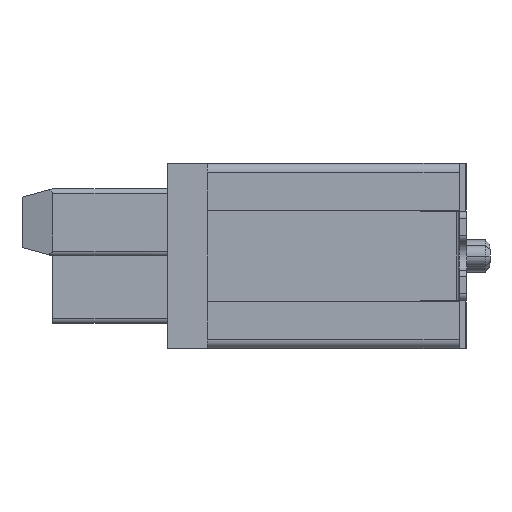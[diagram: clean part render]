
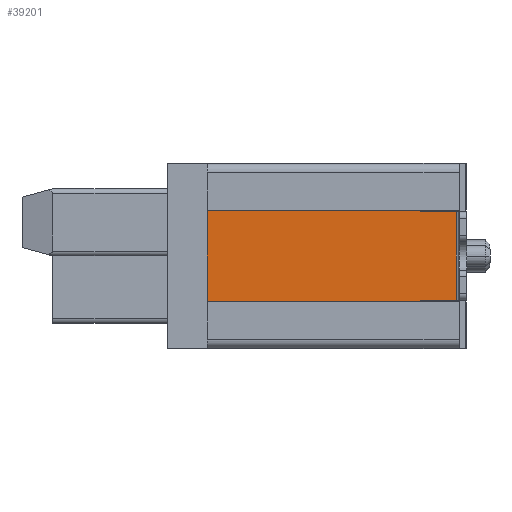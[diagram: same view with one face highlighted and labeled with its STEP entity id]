
A CAD part, left-side view. The second image highlights one B-rep face of the part: STEP entity #39201.
In plain terms, the highlighted planar face has unit normal (-1, 0, 0).
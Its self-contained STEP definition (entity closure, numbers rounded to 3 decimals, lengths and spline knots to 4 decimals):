
#731=DIRECTION('',(0.,-1.,0.));
#732=VECTOR('',#731,6.75);
#733=CARTESIAN_POINT('',(-15.15,8.2,-2.3));
#734=LINE('',#733,#732);
#819=DIRECTION('',(0.,0.,1.));
#820=VECTOR('',#819,0.875);
#821=CARTESIAN_POINT('',(-15.15,1.45,1.425));
#822=LINE('',#821,#820);
#823=DIRECTION('',(0.,1.,0.));
#824=VECTOR('',#823,1.15);
#825=CARTESIAN_POINT('',(-15.15,0.3,1.425));
#826=LINE('',#825,#824);
#827=DIRECTION('',(0.,-1.,0.));
#828=VECTOR('',#827,1.15);
#829=CARTESIAN_POINT('',(-15.15,1.45,-1.425));
#830=LINE('',#829,#828);
#831=DIRECTION('',(0.,0.,1.));
#832=VECTOR('',#831,0.875);
#833=CARTESIAN_POINT('',(-15.15,1.45,-2.3));
#834=LINE('',#833,#832);
#835=DIRECTION('',(0.,-1.,0.));
#836=VECTOR('',#835,0.15);
#837=CARTESIAN_POINT('',(-15.15,8.35,-2.3));
#838=LINE('',#837,#836);
#839=DIRECTION('',(0.,0.,-1.));
#840=VECTOR('',#839,4.6);
#841=CARTESIAN_POINT('',(-15.15,8.35,2.3));
#842=LINE('',#841,#840);
#843=DIRECTION('',(0.,1.,0.));
#844=VECTOR('',#843,0.15);
#845=CARTESIAN_POINT('',(-15.15,8.2,2.3));
#846=LINE('',#845,#844);
#851=DIRECTION('',(0.,1.,0.));
#852=VECTOR('',#851,6.75);
#853=CARTESIAN_POINT('',(-15.15,1.45,2.3));
#854=LINE('',#853,#852);
#871=DIRECTION('',(0.,0.,-1.));
#872=VECTOR('',#871,2.85);
#873=CARTESIAN_POINT('',(-15.15,0.3,1.425));
#874=LINE('',#873,#872);
#29845=CARTESIAN_POINT('',(-15.15,8.35,2.3));
#29847=VERTEX_POINT('',#29845);
#29859=CARTESIAN_POINT('',(-15.15,0.3,1.425));
#29860=CARTESIAN_POINT('',(-15.15,1.45,1.425));
#29861=VERTEX_POINT('',#29859);
#29862=VERTEX_POINT('',#29860);
#29895=CARTESIAN_POINT('',(-15.15,0.3,-1.425));
#29896=VERTEX_POINT('',#29895);
#29897=CARTESIAN_POINT('',(-15.15,1.45,-1.425));
#29898=VERTEX_POINT('',#29897);
#29899=CARTESIAN_POINT('',(-15.15,8.35,-2.3));
#29900=VERTEX_POINT('',#29899);
#36402=CARTESIAN_POINT('',(-15.15,8.2,2.3));
#36403=VERTEX_POINT('',#36402);
#36404=CARTESIAN_POINT('',(-15.15,1.45,2.3));
#36405=VERTEX_POINT('',#36404);
#36406=CARTESIAN_POINT('',(-15.15,8.2,-2.3));
#36407=VERTEX_POINT('',#36406);
#36408=CARTESIAN_POINT('',(-15.15,1.45,-2.3));
#36409=VERTEX_POINT('',#36408);
#39181=CARTESIAN_POINT('',(-15.15,4.325,0.));
#39182=DIRECTION('',(1.,0.,0.));
#39183=DIRECTION('',(0.,1.,0.));
#39184=AXIS2_PLACEMENT_3D('',#39181,#39182,#39183);
#39185=PLANE('',#39184);
#39187=ORIENTED_EDGE('',*,*,#39186,.F.);
#39188=ORIENTED_EDGE('',*,*,#38927,.F.);
#39189=ORIENTED_EDGE('',*,*,#38950,.F.);
#39191=ORIENTED_EDGE('',*,*,#39190,.T.);
#39192=ORIENTED_EDGE('',*,*,#38978,.F.);
#39193=ORIENTED_EDGE('',*,*,#39000,.F.);
#39194=ORIENTED_EDGE('',*,*,#39019,.F.);
#39195=ORIENTED_EDGE('',*,*,#39119,.F.);
#39197=ORIENTED_EDGE('',*,*,#39196,.F.);
#39198=ORIENTED_EDGE('',*,*,#39173,.F.);
#39199=EDGE_LOOP('',(#39187,#39188,#39189,#39191,#39192,#39193,#39194,#39195,
#39197,#39198));
#39200=FACE_OUTER_BOUND('',#39199,.F.);
#39201=ADVANCED_FACE('',(#39200),#39185,.F.);
#38927=EDGE_CURVE('',#29862,#36405,#822,.T.);
#38950=EDGE_CURVE('',#29861,#29862,#826,.T.);
#38978=EDGE_CURVE('',#29898,#29896,#830,.T.);
#39000=EDGE_CURVE('',#36409,#29898,#834,.T.);
#39019=EDGE_CURVE('',#36407,#36409,#734,.T.);
#39119=EDGE_CURVE('',#29900,#36407,#838,.T.);
#39173=EDGE_CURVE('',#36403,#29847,#846,.T.);
#39186=EDGE_CURVE('',#36405,#36403,#854,.T.);
#39190=EDGE_CURVE('',#29861,#29896,#874,.T.);
#39196=EDGE_CURVE('',#29847,#29900,#842,.T.);
